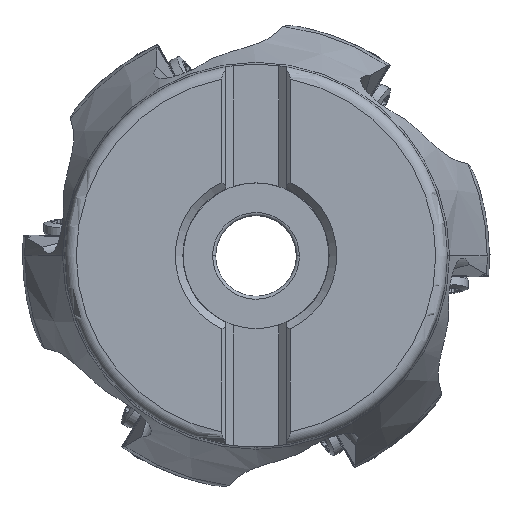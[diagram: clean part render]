
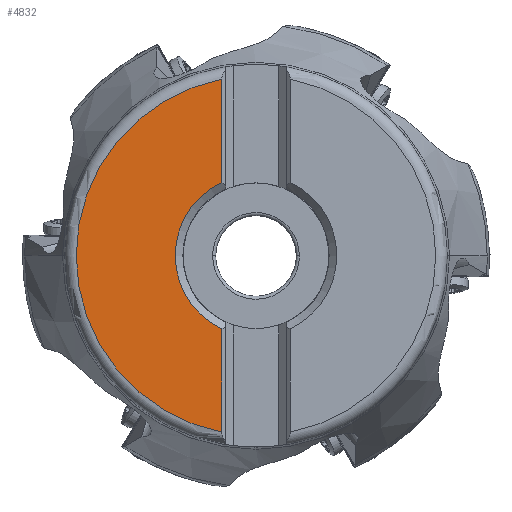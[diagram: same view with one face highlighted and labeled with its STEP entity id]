
A CAD part, top view. The second image highlights one B-rep face of the part: STEP entity #4832.
In plain terms, the highlighted planar face has unit normal (0, 0, 1).
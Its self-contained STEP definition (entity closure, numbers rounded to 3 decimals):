
#1830=LINE('',#30490,#2940);
#1831=LINE('',#30496,#2941);
#2940=VECTOR('',#21423,1.);
#2941=VECTOR('',#21428,1.);
#3957=FACE_OUTER_BOUND('',#6271,.T.);
#4832=ADVANCED_FACE('',(#3957),#5614,.T.);
#5614=PLANE('',#18551);
#6271=EDGE_LOOP('',(#8922,#8923,#8924,#8925,#8926,#8927));
#8922=ORIENTED_EDGE('',*,*,#15033,.F.);
#8923=ORIENTED_EDGE('',*,*,#15032,.F.);
#8924=ORIENTED_EDGE('',*,*,#15034,.F.);
#8925=ORIENTED_EDGE('',*,*,#15035,.F.);
#8926=ORIENTED_EDGE('',*,*,#15036,.F.);
#8927=ORIENTED_EDGE('',*,*,#15037,.F.);
#12976=VERTEX_POINT('',#30461);
#12977=VERTEX_POINT('',#30485);
#12978=VERTEX_POINT('',#30487);
#12979=VERTEX_POINT('',#30491);
#12980=VERTEX_POINT('',#30493);
#12981=VERTEX_POINT('',#30495);
#15032=EDGE_CURVE('',#12977,#12978,#16771,.T.);
#15033=EDGE_CURVE('',#12978,#12976,#16772,.T.);
#15034=EDGE_CURVE('',#12979,#12977,#1830,.T.);
#15035=EDGE_CURVE('',#12980,#12979,#16773,.T.);
#15036=EDGE_CURVE('',#12981,#12980,#16774,.T.);
#15037=EDGE_CURVE('',#12976,#12981,#1831,.T.);
#16771=CIRCLE('',#18546,23.5);
#16772=CIRCLE('',#18547,23.5);
#16773=CIRCLE('',#18549,10.56);
#16774=CIRCLE('',#18550,10.56);
#18546=AXIS2_PLACEMENT_3D('',#30486,#21417,#21418);
#18547=AXIS2_PLACEMENT_3D('',#30488,#21419,#21420);
#18549=AXIS2_PLACEMENT_3D('',#30492,#21424,#21425);
#18550=AXIS2_PLACEMENT_3D('',#30494,#21426,#21427);
#18551=AXIS2_PLACEMENT_3D('',#30497,#21429,#21430);
#21417=DIRECTION('',(0.,0.,-1.));
#21418=DIRECTION('',(-0.19,-0.982,0.));
#21419=DIRECTION('',(0.,0.,-1.));
#21420=DIRECTION('',(-1.,0.,0.));
#21423=DIRECTION('',(0.,-1.,0.));
#21424=DIRECTION('',(0.,0.,1.));
#21425=DIRECTION('',(-1.,0.,0.));
#21426=DIRECTION('',(0.,0.,1.));
#21427=DIRECTION('',(-0.423,0.906,0.));
#21428=DIRECTION('',(0.,-1.,0.));
#21429=DIRECTION('',(0.,0.,1.));
#21430=DIRECTION('',(1.,0.,0.));
#30461=CARTESIAN_POINT('',(-4.47,23.071,0.));
#30485=CARTESIAN_POINT('',(-4.47,-23.071,0.));
#30486=CARTESIAN_POINT('',(0.,0.,0.));
#30487=CARTESIAN_POINT('',(-23.5,0.,0.));
#30488=CARTESIAN_POINT('',(0.,0.,0.));
#30490=CARTESIAN_POINT('',(-4.47,-9.567,0.));
#30491=CARTESIAN_POINT('',(-4.47,-9.567,0.));
#30492=CARTESIAN_POINT('',(0.,0.,0.));
#30493=CARTESIAN_POINT('',(-10.56,0.,0.));
#30494=CARTESIAN_POINT('',(0.,0.,0.));
#30495=CARTESIAN_POINT('',(-4.47,9.567,0.));
#30496=CARTESIAN_POINT('',(-4.47,23.071,0.));
#30497=CARTESIAN_POINT('',(-13.986,0.,0.));
